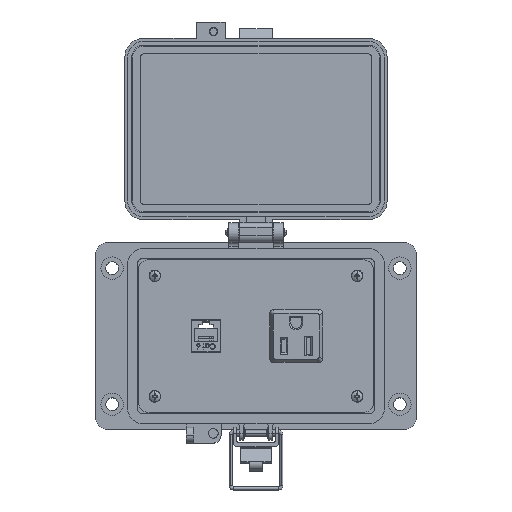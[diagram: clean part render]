
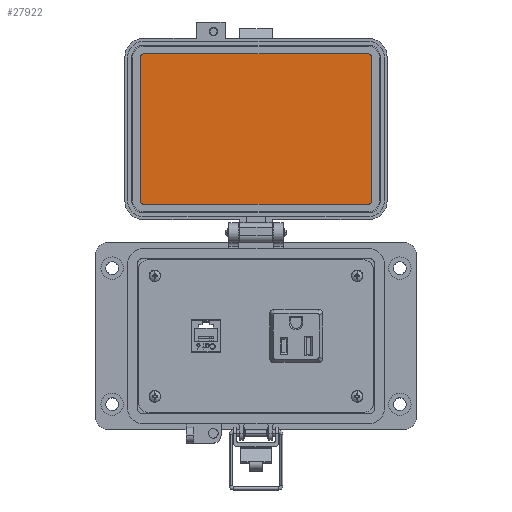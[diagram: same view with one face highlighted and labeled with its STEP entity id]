
A CAD part, top view. The second image highlights one B-rep face of the part: STEP entity #27922.
In plain terms, the highlighted planar face has unit normal (0, 0, 1).
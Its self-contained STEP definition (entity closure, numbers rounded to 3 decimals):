
#178 = VERTEX_POINT ( 'NONE', #37214 ) ;
#477 = EDGE_CURVE ( 'NONE', #7682, #9250, #9014, .T. ) ;
#937 = AXIS2_PLACEMENT_3D ( 'NONE', #38116, #4130, #19265 ) ;
#1233 = CARTESIAN_POINT ( 'NONE',  ( 57.717, 67.765, 8.694 ) ) ;
#2028 = CIRCLE ( 'NONE', #13121, 1.785 ) ;
#2045 = VECTOR ( 'NONE', #10142, 1000. ) ;
#2577 = EDGE_CURVE ( 'NONE', #33767, #178, #29011, .T. ) ;
#2792 = CARTESIAN_POINT ( 'NONE',  ( 59.502, 143.334, 8.694 ) ) ;
#4119 = EDGE_CURVE ( 'NONE', #178, #43941, #32322, .T. ) ;
#4130 = DIRECTION ( 'NONE',  ( 0., 0., -1. ) ) ;
#5257 = AXIS2_PLACEMENT_3D ( 'NONE', #41046, #7043, #22198 ) ;
#5534 = ORIENTED_EDGE ( 'NONE', *, *, #33387, .F. ) ;
#5770 = CARTESIAN_POINT ( 'NONE',  ( 57.717, 145.119, 8.694 ) ) ;
#5855 = CARTESIAN_POINT ( 'NONE',  ( -57.72, 67.765, 8.694 ) ) ;
#7043 = DIRECTION ( 'NONE',  ( 0., 0., 1. ) ) ;
#7682 = VERTEX_POINT ( 'NONE', #38973 ) ;
#9014 = CIRCLE ( 'NONE', #30436, 1.785 ) ;
#9250 = VERTEX_POINT ( 'NONE', #27290 ) ;
#9272 = LINE ( 'NONE', #24422, #48327 ) ;
#10142 = DIRECTION ( 'NONE',  ( 0., -1., 0. ) ) ;
#10620 = DIRECTION ( 'NONE',  ( 0., 0., -1. ) ) ;
#10766 = FACE_OUTER_BOUND ( 'NONE', #11843, .T. ) ;
#11281 = LINE ( 'NONE', #26424, #23700 ) ;
#11843 = EDGE_LOOP ( 'NONE', ( #44809, #5534, #13274, #48331, #48501, #33358, #24823, #43864 ) ) ;
#13121 = AXIS2_PLACEMENT_3D ( 'NONE', #44637, #10620, #25776 ) ;
#13274 = ORIENTED_EDGE ( 'NONE', *, *, #45795, .F. ) ;
#14553 = DIRECTION ( 'NONE',  ( 0., -1., 0. ) ) ;
#14834 = DIRECTION ( 'NONE',  ( 0., -1., 0. ) ) ;
#16667 = EDGE_CURVE ( 'NONE', #43941, #19813, #28444, .T. ) ;
#16977 = CARTESIAN_POINT ( 'NONE',  ( -59.505, 69.55, 8.694 ) ) ;
#19265 = DIRECTION ( 'NONE',  ( 0., -1., 0. ) ) ;
#19385 = EDGE_CURVE ( 'NONE', #41131, #33767, #2028, .T. ) ;
#19813 = VERTEX_POINT ( 'NONE', #37358 ) ;
#20998 = DIRECTION ( 'NONE',  ( -1., 0., 0. ) ) ;
#22065 = AXIS2_PLACEMENT_3D ( 'NONE', #33394, #48561, #14553 ) ;
#22198 = DIRECTION ( 'NONE',  ( 0., -1., 0. ) ) ;
#22328 = CIRCLE ( 'NONE', #937, 1.785 ) ;
#23700 = VECTOR ( 'NONE', #41565, 1000. ) ;
#24422 = CARTESIAN_POINT ( 'NONE',  ( 57.717, 145.119, 8.694 ) ) ;
#24823 = ORIENTED_EDGE ( 'NONE', *, *, #19385, .F. ) ;
#25776 = DIRECTION ( 'NONE',  ( 0., -1., 0. ) ) ;
#25918 = PLANE ( 'NONE',  #5257 ) ;
#26424 = CARTESIAN_POINT ( 'NONE',  ( -59.505, 143.334, 8.694 ) ) ;
#27290 = CARTESIAN_POINT ( 'NONE',  ( -57.72, 145.119, 8.694 ) ) ;
#27922 = ADVANCED_FACE ( 'NONE', ( #10766 ), #25918, .T. ) ;
#28444 = LINE ( 'NONE', #5855, #43005 ) ;
#29011 = LINE ( 'NONE', #44150, #2045 ) ;
#30436 = AXIS2_PLACEMENT_3D ( 'NONE', #33671, #48838, #14834 ) ;
#32322 = CIRCLE ( 'NONE', #22065, 1.785 ) ;
#33358 = ORIENTED_EDGE ( 'NONE', *, *, #2577, .F. ) ;
#33387 = EDGE_CURVE ( 'NONE', #43634, #7682, #11281, .T. ) ;
#33394 = CARTESIAN_POINT ( 'NONE',  ( 57.717, 69.55, 8.694 ) ) ;
#33671 = CARTESIAN_POINT ( 'NONE',  ( -57.72, 143.334, 8.694 ) ) ;
#33767 = VERTEX_POINT ( 'NONE', #2792 ) ;
#37214 = CARTESIAN_POINT ( 'NONE',  ( 59.502, 69.55, 8.694 ) ) ;
#37358 = CARTESIAN_POINT ( 'NONE',  ( -57.72, 67.765, 8.694 ) ) ;
#38116 = CARTESIAN_POINT ( 'NONE',  ( -57.72, 69.55, 8.694 ) ) ;
#38973 = CARTESIAN_POINT ( 'NONE',  ( -59.505, 143.334, 8.694 ) ) ;
#39559 = DIRECTION ( 'NONE',  ( 1., 0., 0. ) ) ;
#41046 = CARTESIAN_POINT ( 'NONE',  ( -30.745, 145.119, 8.694 ) ) ;
#41131 = VERTEX_POINT ( 'NONE', #5770 ) ;
#41565 = DIRECTION ( 'NONE',  ( 0., 1., 0. ) ) ;
#43005 = VECTOR ( 'NONE', #20998, 1000. ) ;
#43287 = EDGE_CURVE ( 'NONE', #9250, #41131, #9272, .T. ) ;
#43634 = VERTEX_POINT ( 'NONE', #16977 ) ;
#43864 = ORIENTED_EDGE ( 'NONE', *, *, #43287, .F. ) ;
#43941 = VERTEX_POINT ( 'NONE', #1233 ) ;
#44150 = CARTESIAN_POINT ( 'NONE',  ( 59.502, 69.55, 8.694 ) ) ;
#44637 = CARTESIAN_POINT ( 'NONE',  ( 57.717, 143.334, 8.694 ) ) ;
#44809 = ORIENTED_EDGE ( 'NONE', *, *, #477, .F. ) ;
#45795 = EDGE_CURVE ( 'NONE', #19813, #43634, #22328, .T. ) ;
#48327 = VECTOR ( 'NONE', #39559, 1000. ) ;
#48331 = ORIENTED_EDGE ( 'NONE', *, *, #16667, .F. ) ;
#48501 = ORIENTED_EDGE ( 'NONE', *, *, #4119, .F. ) ;
#48561 = DIRECTION ( 'NONE',  ( 0., 0., -1. ) ) ;
#48838 = DIRECTION ( 'NONE',  ( 0., 0., -1. ) ) ;
